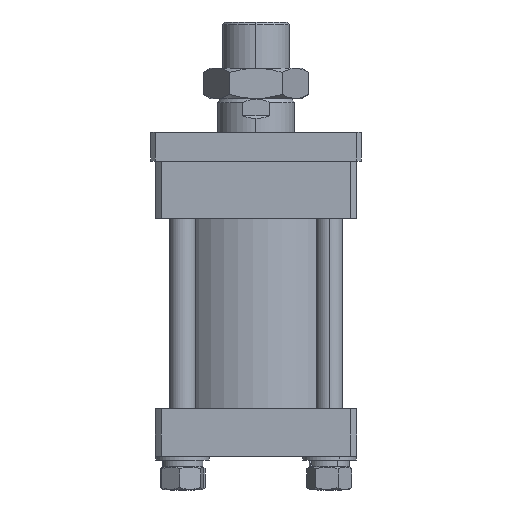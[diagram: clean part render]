
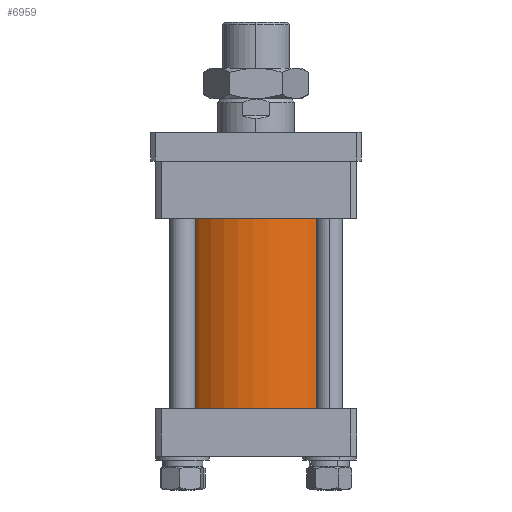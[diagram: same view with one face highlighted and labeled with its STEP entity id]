
A CAD part, front view. The second image highlights one B-rep face of the part: STEP entity #6959.
In plain terms, the highlighted cylindrical face has radius 89 mm (diameter 178 mm), a partial arc.
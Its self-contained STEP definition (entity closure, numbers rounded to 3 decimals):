
#91 = DIRECTION ( 'NONE',  ( 1., 0., 0. ) ) ;
#92 = DIRECTION ( 'NONE',  ( 0., 0., 1. ) ) ;
#93 = CARTESIAN_POINT ( 'NONE',  ( 0., 0., -99. ) ) ;
#1028 = AXIS2_PLACEMENT_3D ( 'NONE', #3237, #3238, #3244 ) ;
#1221 = CARTESIAN_POINT ( 'NONE',  ( -89., 0., -99. ) ) ;
#1421 = EDGE_CURVE ( 'NONE', #7876, #7351, #2143, .T. ) ;
#1437 = EDGE_CURVE ( 'NONE', #7350, #7438, #2122, .T. ) ;
#1472 = EDGE_CURVE ( 'NONE', #7350, #7876, #2083, .T. ) ;
#1474 = EDGE_CURVE ( 'NONE', #7438, #7351, #2080, .T. ) ;
#2078 = VECTOR ( 'NONE', #5277, 1000. ) ;
#2080 = LINE ( 'NONE', #5278, #2078 ) ;
#2081 = VECTOR ( 'NONE', #5283, 1000. ) ;
#2083 = LINE ( 'NONE', #5284, #2081 ) ;
#2122 = CIRCLE ( 'NONE', #3992, 89. ) ;
#2143 = CIRCLE ( 'NONE', #3999, 89. ) ;
#2966 = CARTESIAN_POINT ( 'NONE',  ( 89., 0., 99. ) ) ;
#3033 = CARTESIAN_POINT ( 'NONE',  ( 89., 0., -99. ) ) ;
#3035 = CARTESIAN_POINT ( 'NONE',  ( -89., 0., 99. ) ) ;
#3237 = CARTESIAN_POINT ( 'NONE',  ( 0., 0., 99. ) ) ;
#3238 = DIRECTION ( 'NONE',  ( 0., 0., -1. ) ) ;
#3244 = DIRECTION ( 'NONE',  ( -1., 0., 0. ) ) ;
#3992 = AXIS2_PLACEMENT_3D ( 'NONE', #5802, #5803, #5804 ) ;
#3999 = AXIS2_PLACEMENT_3D ( 'NONE', #93, #92, #91 ) ;
#5277 = DIRECTION ( 'NONE',  ( 0., 0., -1. ) ) ;
#5278 = CARTESIAN_POINT ( 'NONE',  ( 89., 0., 99. ) ) ;
#5283 = DIRECTION ( 'NONE',  ( 0., 0., -1. ) ) ;
#5284 = CARTESIAN_POINT ( 'NONE',  ( -89., 0., 99. ) ) ;
#5516 = CYLINDRICAL_SURFACE ( 'NONE', #1028, 89. ) ;
#5520 = FACE_OUTER_BOUND ( 'NONE', #6625, .T. ) ;
#5802 = CARTESIAN_POINT ( 'NONE',  ( 0., 0., 99. ) ) ;
#5803 = DIRECTION ( 'NONE',  ( 0., 0., 1. ) ) ;
#5804 = DIRECTION ( 'NONE',  ( 1., 0., 0. ) ) ;
#6625 = EDGE_LOOP ( 'NONE', ( #6738, #6739, #6740, #6741 ) ) ;
#6738 = ORIENTED_EDGE ( 'NONE', *, *, #1474, .F. ) ;
#6739 = ORIENTED_EDGE ( 'NONE', *, *, #1437, .F. ) ;
#6740 = ORIENTED_EDGE ( 'NONE', *, *, #1472, .T. ) ;
#6741 = ORIENTED_EDGE ( 'NONE', *, *, #1421, .T. ) ;
#6959 = ADVANCED_FACE ( 'NONE', ( #5520 ), #5516, .T. ) ;
#7350 = VERTEX_POINT ( 'NONE', #3035 ) ;
#7351 = VERTEX_POINT ( 'NONE', #3033 ) ;
#7438 = VERTEX_POINT ( 'NONE', #2966 ) ;
#7876 = VERTEX_POINT ( 'NONE', #1221 ) ;
